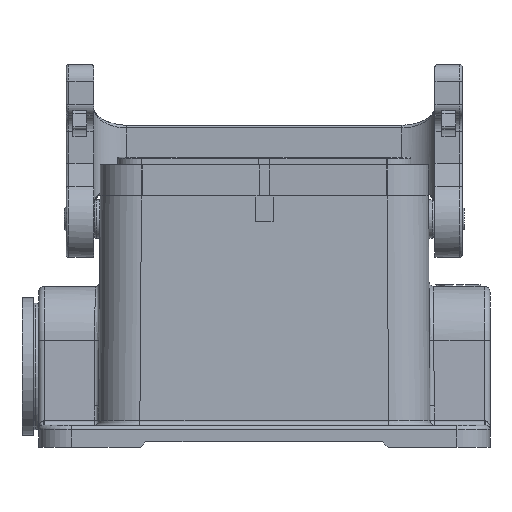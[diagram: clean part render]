
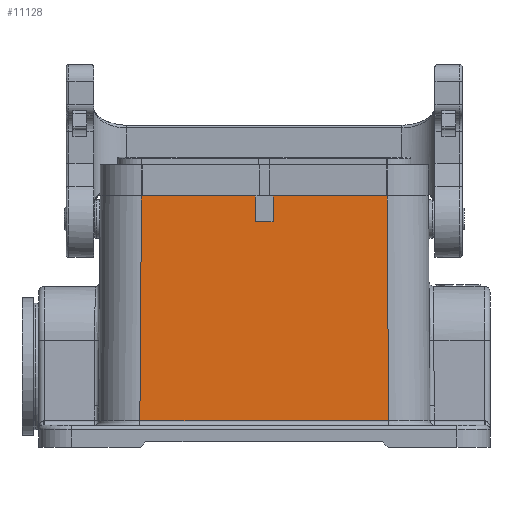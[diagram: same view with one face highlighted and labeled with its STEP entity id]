
A CAD part, front view. The second image highlights one B-rep face of the part: STEP entity #11128.
In plain terms, the highlighted planar face has unit normal (0, -1, 0.006).
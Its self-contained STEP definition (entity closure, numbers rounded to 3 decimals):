
#9097=CARTESIAN_POINT('',(22.3,-21.5,5.7));
#9098=VERTEX_POINT('',#9097);
#9099=CARTESIAN_POINT('',(1.6,-21.5,5.7));
#9100=VERTEX_POINT('',#9099);
#9101=CARTESIAN_POINT('',(22.3,-21.5,5.7));
#9102=DIRECTION('',(-1.0,0.0,0.0));
#9103=VECTOR('',#9102,20.7);
#9104=LINE('',#9101,#9103);
#9105=EDGE_CURVE('',#9098,#9100,#9104,.T.);
#9140=CARTESIAN_POINT('',(-22.3,-21.5,5.7));
#9141=VERTEX_POINT('',#9140);
#9149=CARTESIAN_POINT('',(-1.6,-21.5,5.7));
#9150=VERTEX_POINT('',#9149);
#9151=CARTESIAN_POINT('',(-1.6,-21.5,5.7));
#9152=DIRECTION('',(-1.0,0.0,0.0));
#9153=VECTOR('',#9152,20.7);
#9154=LINE('',#9151,#9153);
#9155=EDGE_CURVE('',#9150,#9141,#9154,.T.);
#11075=CARTESIAN_POINT('',(45.1,-21.75,-35.95));
#11076=DIRECTION('',(0.0,-1.,0.006));
#11077=DIRECTION('',(0.0,-0.006,-1.));
#11078=AXIS2_PLACEMENT_3D('',#11075,#11076,#11077);
#11079=PLANE('',#11078);
#11080=CARTESIAN_POINT('',(-22.594,-21.745,-35.155));
#11081=VERTEX_POINT('',#11080);
#11082=CARTESIAN_POINT('',(-22.3,-21.5,5.7));
#11083=DIRECTION('',(-0.007,-0.006,-1.));
#11084=VECTOR('',#11083,40.857);
#11085=LINE('',#11082,#11084);
#11086=EDGE_CURVE('',#9141,#11081,#11085,.T.);
#11087=ORIENTED_EDGE('',*,*,#11086,.T.);
#11088=CARTESIAN_POINT('',(22.594,-21.745,-35.155));
#11089=VERTEX_POINT('',#11088);
#11090=CARTESIAN_POINT('',(-22.594,-21.745,-35.155));
#11091=DIRECTION('',(1.0,0.0,0.0));
#11092=VECTOR('',#11091,45.189);
#11093=LINE('',#11090,#11092);
#11094=EDGE_CURVE('',#11081,#11089,#11093,.T.);
#11095=ORIENTED_EDGE('',*,*,#11094,.T.);
#11096=CARTESIAN_POINT('',(22.594,-21.745,-35.155));
#11097=DIRECTION('',(-0.007,0.006,1.));
#11098=VECTOR('',#11097,40.857);
#11099=LINE('',#11096,#11098);
#11100=EDGE_CURVE('',#11089,#9098,#11099,.T.);
#11101=ORIENTED_EDGE('',*,*,#11100,.T.);
#11102=ORIENTED_EDGE('',*,*,#9105,.T.);
#11103=CARTESIAN_POINT('',(1.6,-21.528,1.0));
#11104=VERTEX_POINT('',#11103);
#11105=CARTESIAN_POINT('',(1.6,-21.528,1.0));
#11106=DIRECTION('',(0.,0.006,1.));
#11107=VECTOR('',#11106,4.7);
#11108=LINE('',#11105,#11107);
#11109=EDGE_CURVE('',#11104,#9100,#11108,.T.);
#11110=ORIENTED_EDGE('',*,*,#11109,.F.);
#11111=CARTESIAN_POINT('',(-1.6,-21.528,1.0));
#11112=VERTEX_POINT('',#11111);
#11113=CARTESIAN_POINT('',(-1.6,-21.528,1.0));
#11114=DIRECTION('',(1.0,0.0,0.0));
#11115=VECTOR('',#11114,3.2);
#11116=LINE('',#11113,#11115);
#11117=EDGE_CURVE('',#11112,#11104,#11116,.T.);
#11118=ORIENTED_EDGE('',*,*,#11117,.F.);
#11119=CARTESIAN_POINT('',(-1.6,-21.5,5.7));
#11120=DIRECTION('',(0.,-0.006,-1.));
#11121=VECTOR('',#11120,4.7);
#11122=LINE('',#11119,#11121);
#11123=EDGE_CURVE('',#9150,#11112,#11122,.T.);
#11124=ORIENTED_EDGE('',*,*,#11123,.F.);
#11125=ORIENTED_EDGE('',*,*,#9155,.T.);
#11126=EDGE_LOOP('',(#11087,#11095,#11101,#11102,#11110,#11118,#11124,#11125));
#11127=FACE_OUTER_BOUND('',#11126,.T.);
#11128=ADVANCED_FACE('',(#11127),#11079,.T.);
